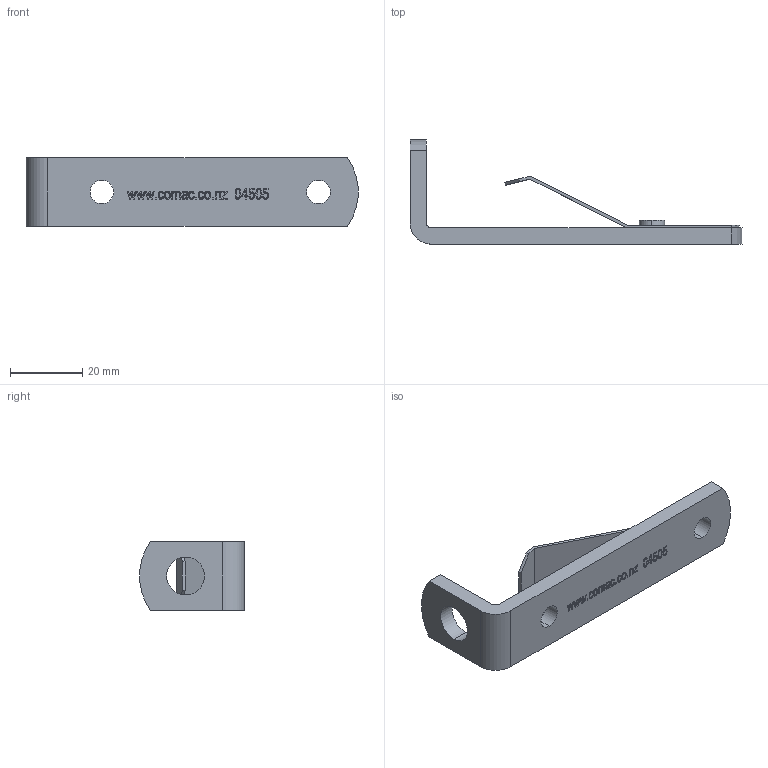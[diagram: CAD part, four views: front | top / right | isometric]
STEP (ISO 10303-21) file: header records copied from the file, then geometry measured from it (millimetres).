
FILE_DESCRIPTION (( 'STEP AP214' ), '1' );
FILE_NAME ('04505-Rod Guide Anti Rattle Zinc 93mm.STEP', '2018-11-05T03:22:05', ( '' ), ( '' ), 'SwSTEP 2.0', 'SolidWorks 2018', '' );
FILE_SCHEMA (( 'AUTOMOTIVE_DESIGN' ));
Length unit declared in the file: millimetre
Products named in the file (1): 04505-Rod Guide Anti Rattle Zinc 93mm
Bounding box: 91.94 x 28.94 x 19 mm (x, y, z)
Volume: 9842.1 mm3; surface area: 6867.3 mm2
Topology: 1 solids, 1 shells, 292 faces, 786 edges, 524 vertices
Faces by surface type: plane 178, bspline 101, cylinder 13
Entity records: 14864 total; most frequent: CARTESIAN_POINT 8152, ORIENTED_EDGE 1572, DIRECTION 994, EDGE_CURVE 786, LINE 558, VECTOR 558, VERTEX_POINT 524, EDGE_LOOP 326
